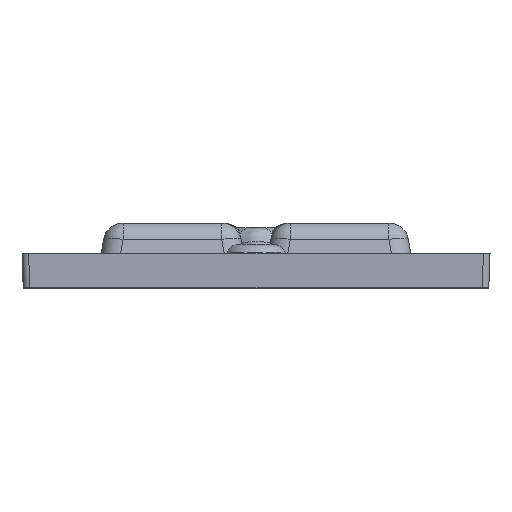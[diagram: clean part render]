
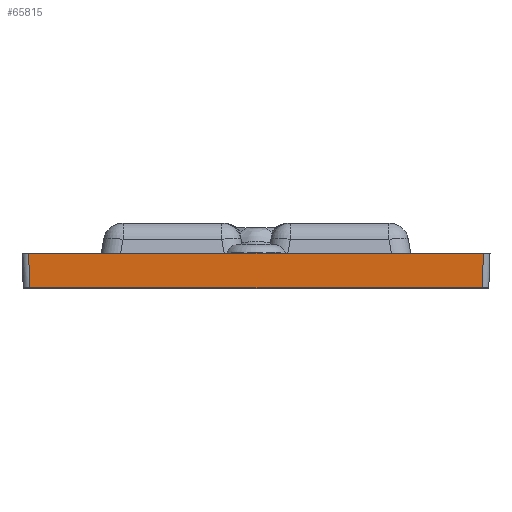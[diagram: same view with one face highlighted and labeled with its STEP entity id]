
A CAD part, left-side view. The second image highlights one B-rep face of the part: STEP entity #65815.
In plain terms, the highlighted planar face has unit normal (-0.999, 0, -0.035).
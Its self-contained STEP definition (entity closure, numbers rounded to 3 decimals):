
#1550 = CARTESIAN_POINT ( 'NONE',  ( -86.507, -34.36, 0.243 ) ) ;
#3190 = ORIENTED_EDGE ( 'NONE', *, *, #66792, .T. ) ;
#7272 = EDGE_CURVE ( 'NONE', #124698, #56392, #80294, .T. ) ;
#14344 = DIRECTION ( 'NONE',  ( 0., -1., 0. ) ) ;
#15233 = VECTOR ( 'NONE', #14344, 1000. ) ;
#29374 = LINE ( 'NONE', #141580, #117616 ) ;
#29485 = DIRECTION ( 'NONE',  ( 0.035, -0.035, -0.999 ) ) ;
#34929 = VECTOR ( 'NONE', #29485, 1000. ) ;
#39633 = CARTESIAN_POINT ( 'NONE',  ( -86.689, 34.542, 5.45 ) ) ;
#41886 = VERTEX_POINT ( 'NONE', #39633 ) ;
#48470 = CARTESIAN_POINT ( 'NONE',  ( -86.507, 34.36, 0.243 ) ) ;
#48656 = ORIENTED_EDGE ( 'NONE', *, *, #90370, .T. ) ;
#49057 = PLANE ( 'NONE',  #64826 ) ;
#51108 = ORIENTED_EDGE ( 'NONE', *, *, #122991, .T. ) ;
#56392 = VERTEX_POINT ( 'NONE', #1550 ) ;
#64826 = AXIS2_PLACEMENT_3D ( 'NONE', #104791, #127964, #72952 ) ;
#65815 = ADVANCED_FACE ( 'NONE', ( #115665 ), #49057, .T. ) ;
#66792 = EDGE_CURVE ( 'NONE', #41886, #124698, #95388, .T. ) ;
#72952 = DIRECTION ( 'NONE',  ( -0.035, 0., 0.999 ) ) ;
#74203 = CARTESIAN_POINT ( 'NONE',  ( -86.689, 0., 5.45 ) ) ;
#78428 = EDGE_LOOP ( 'NONE', ( #51108, #48656, #3190, #127665 ) ) ;
#80294 = LINE ( 'NONE', #113548, #15233 ) ;
#83708 = DIRECTION ( 'NONE',  ( -0.035, -0.035, 0.999 ) ) ;
#84309 = VERTEX_POINT ( 'NONE', #114064 ) ;
#85052 = LINE ( 'NONE', #74203, #110477 ) ;
#90370 = EDGE_CURVE ( 'NONE', #84309, #41886, #85052, .T. ) ;
#95388 = LINE ( 'NONE', #104120, #34929 ) ;
#104120 = CARTESIAN_POINT ( 'NONE',  ( -86.458, 34.311, -1.147 ) ) ;
#104791 = CARTESIAN_POINT ( 'NONE',  ( -86.5, 0., 0.05 ) ) ;
#110477 = VECTOR ( 'NONE', #118311, 1000. ) ;
#113548 = CARTESIAN_POINT ( 'NONE',  ( -86.507, 0., 0.243 ) ) ;
#114064 = CARTESIAN_POINT ( 'NONE',  ( -86.689, -34.542, 5.45 ) ) ;
#115665 = FACE_OUTER_BOUND ( 'NONE', #78428, .T. ) ;
#117616 = VECTOR ( 'NONE', #83708, 1000. ) ;
#118311 = DIRECTION ( 'NONE',  ( 0., 1., 0. ) ) ;
#122991 = EDGE_CURVE ( 'NONE', #56392, #84309, #29374, .T. ) ;
#124698 = VERTEX_POINT ( 'NONE', #48470 ) ;
#127665 = ORIENTED_EDGE ( 'NONE', *, *, #7272, .T. ) ;
#127964 = DIRECTION ( 'NONE',  ( -0.999, 0., -0.035 ) ) ;
#141580 = CARTESIAN_POINT ( 'NONE',  ( -86.458, -34.311, -1.147 ) ) ;
